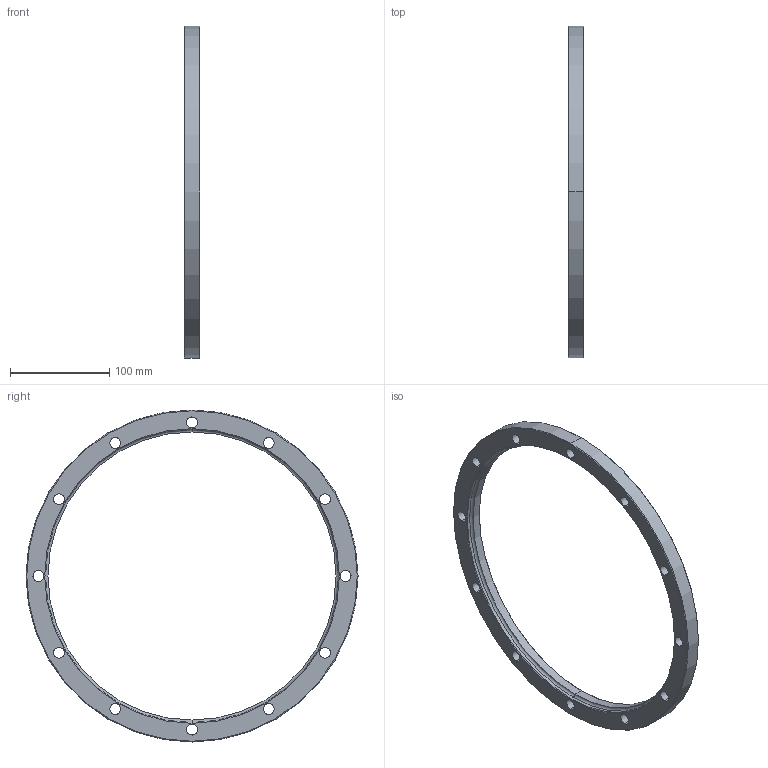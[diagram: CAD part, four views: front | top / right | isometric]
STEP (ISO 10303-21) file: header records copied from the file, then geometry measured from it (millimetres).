
FILE_DESCRIPTION (( 'STEP AP203' ), '1' );
FILE_NAME ('152514143.STEP', '2018-07-18T01:14:56', ( '' ), ( '' ), 'SwSTEP 2.0', 'SolidWorks 2014', '' );
FILE_SCHEMA (( 'CONFIG_CONTROL_DESIGN' ));
Length unit declared in the file: millimetre
Products named in the file (1): 152514143
Bounding box: 16 x 335 x 335 mm (x, y, z)
Volume: 315237.7 mm3; surface area: 76713.9 mm2
Topology: 1 solids, 1 shells, 42 faces, 108 edges, 68 vertices
Faces by surface type: cylinder 30, cone 8, torus 2, plane 2
Entity records: 1435 total; most frequent: DIRECTION 264, CARTESIAN_POINT 219, ORIENTED_EDGE 216, AXIS2_PLACEMENT_3D 113, EDGE_CURVE 108, CIRCLE 70, VERTEX_POINT 68, EDGE_LOOP 68
